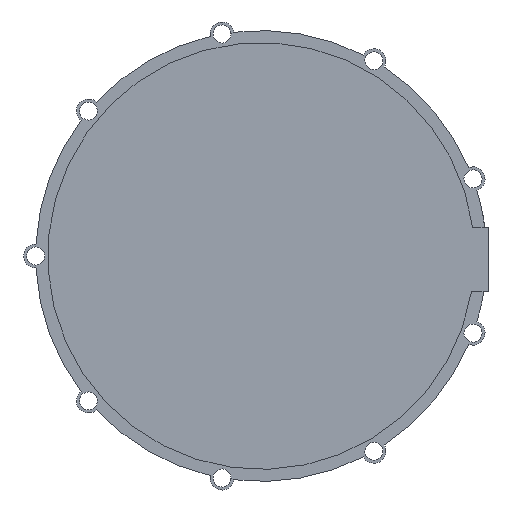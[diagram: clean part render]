
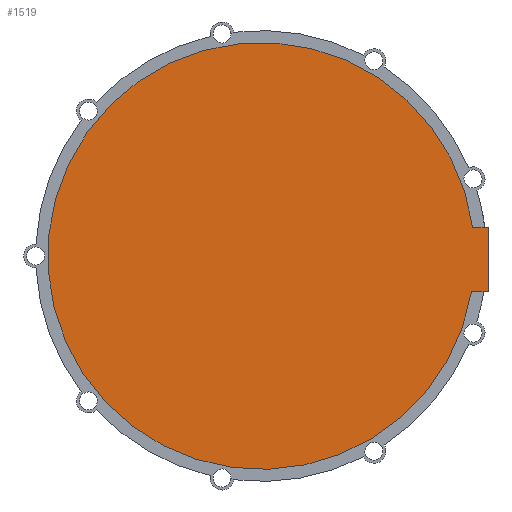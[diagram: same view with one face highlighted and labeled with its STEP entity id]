
A CAD part, front view. The second image highlights one B-rep face of the part: STEP entity #1519.
In plain terms, the highlighted planar face has unit normal (0, -1, 0).
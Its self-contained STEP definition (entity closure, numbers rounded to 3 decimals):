
#106=PLANE('',#1773);
#177=FACE_OUTER_BOUND('',#284,.T.);
#284=EDGE_LOOP('',(#1351,#1352,#1353,#1354));
#359=LINE('',#2548,#450);
#363=LINE('',#2555,#454);
#365=LINE('',#2559,#456);
#450=VECTOR('',#2030,10.);
#454=VECTOR('',#2036,10.);
#456=VECTOR('',#2040,10.);
#598=CIRCLE('',#1772,35.5);
#705=VERTEX_POINT('',#2546);
#706=VERTEX_POINT('',#2547);
#708=VERTEX_POINT('',#2554);
#709=VERTEX_POINT('',#2558);
#874=EDGE_CURVE('',#705,#706,#359,.T.);
#878=EDGE_CURVE('',#706,#708,#363,.T.);
#880=EDGE_CURVE('',#708,#709,#365,.T.);
#958=EDGE_CURVE('',#705,#709,#598,.T.);
#1351=ORIENTED_EDGE('',*,*,#958,.F.);
#1352=ORIENTED_EDGE('',*,*,#874,.T.);
#1353=ORIENTED_EDGE('',*,*,#878,.T.);
#1354=ORIENTED_EDGE('',*,*,#880,.T.);
#1519=ADVANCED_FACE('',(#177),#106,.F.);
#1772=AXIS2_PLACEMENT_3D('',#2715,#2229,#2230);
#1773=AXIS2_PLACEMENT_3D('',#2716,#2231,#2232);
#2030=DIRECTION('',(1.,0.,0.));
#2036=DIRECTION('',(0.,0.,1.));
#2040=DIRECTION('',(-1.,0.,0.));
#2229=DIRECTION('center_axis',(0.,1.,0.));
#2230=DIRECTION('ref_axis',(-1.,0.,0.));
#2231=DIRECTION('center_axis',(0.,1.,0.));
#2232=DIRECTION('ref_axis',(0.,0.,1.));
#2546=CARTESIAN_POINT('',(34.996,0.,-5.958));
#2547=CARTESIAN_POINT('',(37.772,0.,-5.958));
#2548=CARTESIAN_POINT('',(34.996,0.,-5.958));
#2554=CARTESIAN_POINT('',(37.772,0.,4.78));
#2555=CARTESIAN_POINT('',(37.772,0.,-5.958));
#2558=CARTESIAN_POINT('',(35.177,0.,4.78));
#2559=CARTESIAN_POINT('',(37.772,0.,4.78));
#2715=CARTESIAN_POINT('Origin',(0.,0.,0.));
#2716=CARTESIAN_POINT('Origin',(0.,0.,0.));
